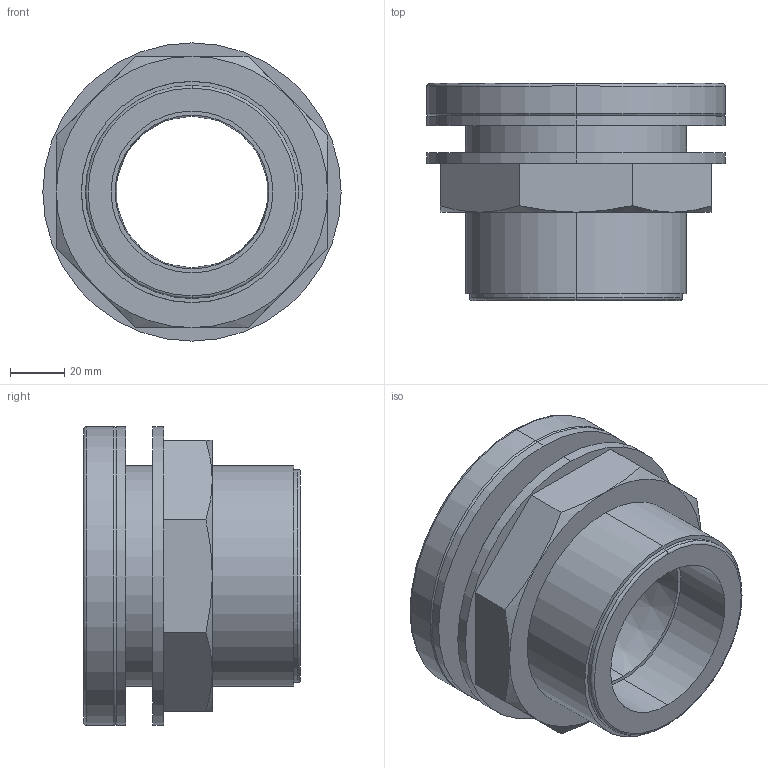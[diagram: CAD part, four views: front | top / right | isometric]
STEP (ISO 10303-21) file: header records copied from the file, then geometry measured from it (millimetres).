
FILE_DESCRIPTION (( 'STEP AP214' ), '1' );
FILE_NAME ('52347 Tankverschraubung d63 G2 3-4 - G2 PVC-FPM.step', '2008-04-22T22:25:07', ( '' ), ( '' ), 'SwSTEP 2.0', 'SolidWorks 2008', '' );
FILE_SCHEMA (( 'AUTOMOTIVE_DESIGN' ));
Length unit declared in the file: millimetre
Products named in the file (1): 52347 Tankverschraubung d63 G2 3-4 - G2 PVC-FPM
Bounding box: 110 x 80 x 110 mm (x, y, z)
Volume: 332424.2 mm3; surface area: 82294.8 mm2
Topology: 3 solids, 3 shells, 73 faces, 152 edges, 94 vertices
Faces by surface type: cylinder 26, plane 23, cone 16, torus 8
Entity records: 2818 total; most frequent: CARTESIAN_POINT 424, DIRECTION 370, ORIENTED_EDGE 304, AXIS2_PLACEMENT_3D 160, EDGE_CURVE 152, VERTEX_POINT 94, EDGE_LOOP 88, CIRCLE 86
